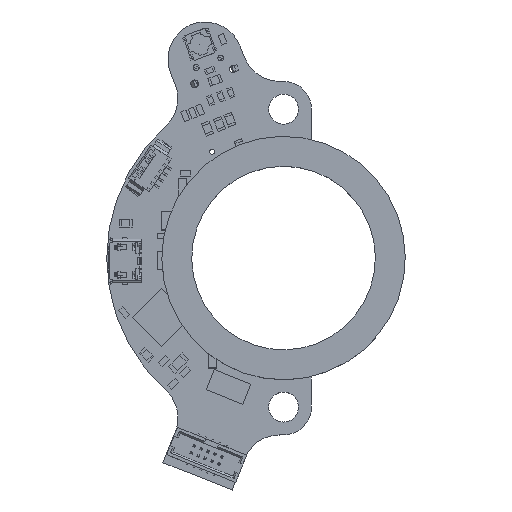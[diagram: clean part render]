
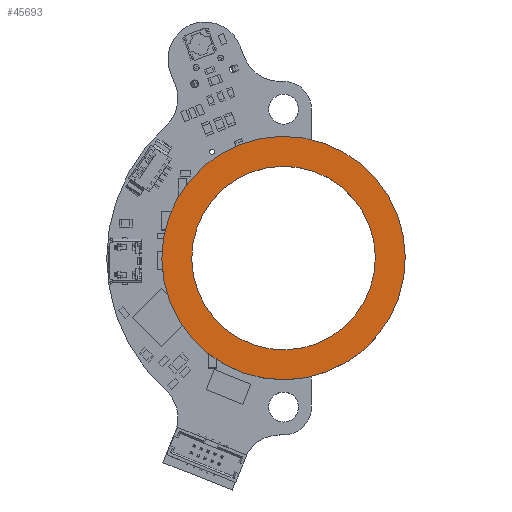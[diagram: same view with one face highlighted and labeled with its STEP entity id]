
A CAD part, top view. The second image highlights one B-rep face of the part: STEP entity #45693.
In plain terms, the highlighted planar face has unit normal (0, 0, 1).
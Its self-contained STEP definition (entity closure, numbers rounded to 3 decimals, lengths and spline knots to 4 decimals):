
#1981=FACE_BOUND('',#8074,.T.);
#3165=CIRCLE('',#48871,0.6165);
#3166=CIRCLE('',#48872,0.6165);
#3167=CIRCLE('',#48874,0.8175);
#3168=CIRCLE('',#48875,0.8175);
#5967=FACE_OUTER_BOUND('',#8073,.T.);
#8073=EDGE_LOOP('',(#42047,#42048));
#8074=EDGE_LOOP('',(#42049,#42050));
#24818=VERTEX_POINT('',#83498);
#24819=VERTEX_POINT('',#83500);
#24820=VERTEX_POINT('',#83504);
#24821=VERTEX_POINT('',#83505);
#31734=EDGE_CURVE('',#24819,#24818,#3165,.T.);
#31735=EDGE_CURVE('',#24818,#24819,#3166,.T.);
#31736=EDGE_CURVE('',#24820,#24821,#3167,.T.);
#31737=EDGE_CURVE('',#24821,#24820,#3168,.T.);
#42047=ORIENTED_EDGE('',*,*,#31736,.F.);
#42048=ORIENTED_EDGE('',*,*,#31737,.F.);
#42049=ORIENTED_EDGE('',*,*,#31734,.T.);
#42050=ORIENTED_EDGE('',*,*,#31735,.T.);
#43677=PLANE('',#48873);
#45693=ADVANCED_FACE('',(#5967,#1981),#43677,.T.);
#48871=AXIS2_PLACEMENT_3D('',#83501,#60398,#60399);
#48872=AXIS2_PLACEMENT_3D('',#83502,#60400,#60401);
#48873=AXIS2_PLACEMENT_3D('',#83503,#60402,#60403);
#48874=AXIS2_PLACEMENT_3D('',#83506,#60404,#60405);
#48875=AXIS2_PLACEMENT_3D('',#83507,#60406,#60407);
#60398=DIRECTION('center_axis',(0.,0.,-1.));
#60399=DIRECTION('ref_axis',(1.,0.,0.));
#60400=DIRECTION('center_axis',(0.,0.,-1.));
#60401=DIRECTION('ref_axis',(1.,0.,0.));
#60402=DIRECTION('center_axis',(0.,0.,1.));
#60403=DIRECTION('ref_axis',(1.,0.,0.));
#60404=DIRECTION('center_axis',(0.,0.,-1.));
#60405=DIRECTION('ref_axis',(1.,0.,0.));
#60406=DIRECTION('center_axis',(0.,0.,-1.));
#60407=DIRECTION('ref_axis',(1.,0.,0.));
#83498=CARTESIAN_POINT('',(0.6165,0.,0.2775));
#83500=CARTESIAN_POINT('',(-0.6165,0.,0.2775));
#83501=CARTESIAN_POINT('Origin',(0.,0.,0.2775));
#83502=CARTESIAN_POINT('Origin',(0.,0.,0.2775));
#83503=CARTESIAN_POINT('Origin',(-0.8175,0.,0.2775));
#83504=CARTESIAN_POINT('',(-0.8175,0.,0.2775));
#83505=CARTESIAN_POINT('',(0.8175,0.,0.2775));
#83506=CARTESIAN_POINT('Origin',(0.,0.,0.2775));
#83507=CARTESIAN_POINT('Origin',(0.,0.,0.2775));
